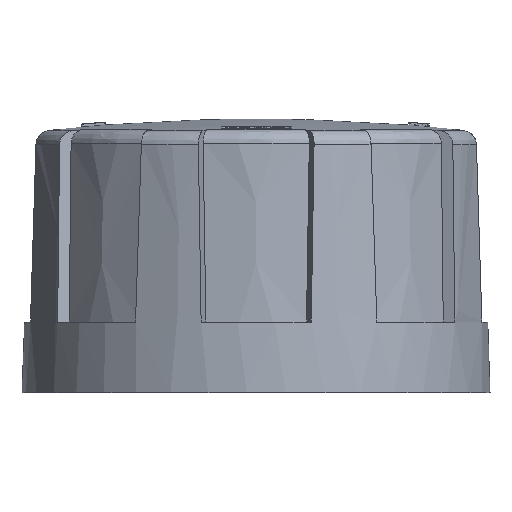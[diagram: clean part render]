
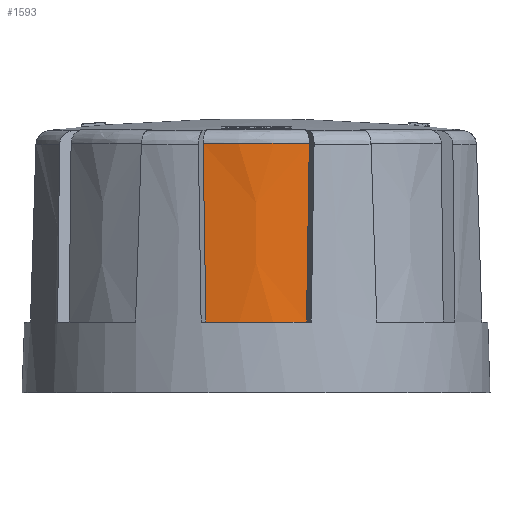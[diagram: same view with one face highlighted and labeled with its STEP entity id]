
A CAD part, left-side view. The second image highlights one B-rep face of the part: STEP entity #1593.
In plain terms, the highlighted conical face has half-angle 1.5 degrees and reference radius 15.5 mm.
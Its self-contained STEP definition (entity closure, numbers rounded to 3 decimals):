
#598=CONICAL_SURFACE('',#5668,15.5,1.5);
#872=FACE_OUTER_BOUND('',#1985,.T.);
#1507=CIRCLE('',#5639,15.5);
#1593=ADVANCED_FACE('',(#872),#598,.T.);
#1985=EDGE_LOOP('',(#2765,#2766,#2767,#2768));
#2765=ORIENTED_EDGE('',*,*,#4609,.T.);
#2766=ORIENTED_EDGE('',*,*,#4610,.T.);
#2767=ORIENTED_EDGE('',*,*,#4611,.F.);
#2768=ORIENTED_EDGE('',*,*,#4536,.T.);
#3982=VERTEX_POINT('',#11176);
#3983=VERTEX_POINT('',#11178);
#4020=VERTEX_POINT('',#11927);
#4021=VERTEX_POINT('',#11932);
#4536=EDGE_CURVE('',#3983,#3982,#1507,.T.);
#4609=EDGE_CURVE('',#3982,#4020,#5217,.T.);
#4610=EDGE_CURVE('',#4020,#4021,#5218,.T.);
#4611=EDGE_CURVE('',#3983,#4021,#5219,.T.);
#5217=B_SPLINE_CURVE_WITH_KNOTS('',3,(#11920,#11921,#11922,#11923,#11924,
#11925,#11926),.UNSPECIFIED.,.F.,.F.,(4,3,4),(0.,0.779,1.),
 .UNSPECIFIED.);
#5218=B_SPLINE_CURVE_WITH_KNOTS('',3,(#11928,#11929,#11930,#11931),
 .UNSPECIFIED.,.F.,.F.,(4,4),(0.,1.),.UNSPECIFIED.);
#5219=B_SPLINE_CURVE_WITH_KNOTS('',3,(#11933,#11934,#11935,#11936,#11937,
#11938,#11939),.UNSPECIFIED.,.F.,.F.,(4,3,4),(0.,0.779,1.),
 .UNSPECIFIED.);
#5639=AXIS2_PLACEMENT_3D('',#11177,#6062,#6063);
#5668=AXIS2_PLACEMENT_3D('',#11940,#6125,#6126);
#6062=DIRECTION('',(0.,0.,1.));
#6063=DIRECTION('',(0.383,-0.924,0.));
#6125=DIRECTION('',(0.,0.,-1.));
#6126=DIRECTION('',(-0.383,0.924,0.));
#11176=CARTESIAN_POINT('',(17.089,-382.257,5.));
#11177=CARTESIAN_POINT('',(32.178,-378.713,5.));
#11178=CARTESIAN_POINT('',(17.089,-375.169,5.));
#11920=CARTESIAN_POINT('',(17.089,-382.257,5.));
#11921=CARTESIAN_POINT('',(17.189,-382.308,8.267));
#11922=CARTESIAN_POINT('',(17.289,-382.359,11.533));
#11923=CARTESIAN_POINT('',(17.39,-382.41,14.8));
#11924=CARTESIAN_POINT('',(17.419,-382.425,15.728));
#11925=CARTESIAN_POINT('',(17.447,-382.439,16.656));
#11926=CARTESIAN_POINT('',(17.476,-382.453,17.584));
#11927=CARTESIAN_POINT('',(17.476,-382.453,17.584));
#11928=CARTESIAN_POINT('',(17.476,-382.453,17.584));
#11929=CARTESIAN_POINT('',(16.852,-380.001,17.584));
#11930=CARTESIAN_POINT('',(16.852,-377.424,17.584));
#11931=CARTESIAN_POINT('',(17.476,-374.972,17.584));
#11932=CARTESIAN_POINT('',(17.476,-374.972,17.584));
#11933=CARTESIAN_POINT('',(17.089,-375.169,5.));
#11934=CARTESIAN_POINT('',(17.189,-375.117,8.267));
#11935=CARTESIAN_POINT('',(17.289,-375.066,11.533));
#11936=CARTESIAN_POINT('',(17.39,-375.016,14.8));
#11937=CARTESIAN_POINT('',(17.419,-375.001,15.728));
#11938=CARTESIAN_POINT('',(17.447,-374.987,16.656));
#11939=CARTESIAN_POINT('',(17.476,-374.972,17.584));
#11940=CARTESIAN_POINT('',(32.178,-378.713,5.));
